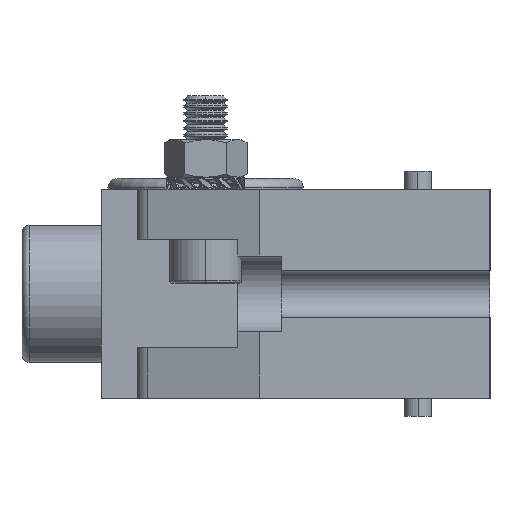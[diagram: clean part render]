
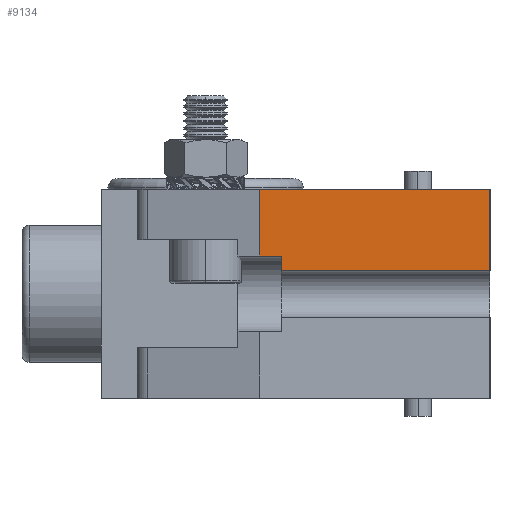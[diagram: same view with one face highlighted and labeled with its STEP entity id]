
A CAD part, left-side view. The second image highlights one B-rep face of the part: STEP entity #9134.
In plain terms, the highlighted planar face has unit normal (-1, 0, 0).
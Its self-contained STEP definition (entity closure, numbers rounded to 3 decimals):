
#2607 = CARTESIAN_POINT ( 'NONE',  ( -60., 2., 14.5 ) ) ;
#2941 = CARTESIAN_POINT ( 'NONE',  ( -60., -27., 14.5 ) ) ;
#9134 = ADVANCED_FACE ( 'NONE', ( #59809 ), #49749, .F. ) ;
#11579 = CARTESIAN_POINT ( 'NONE',  ( -60., 2., 5.25 ) ) ;
#11660 = EDGE_CURVE ( 'NONE', #79912, #68502, #28123, .T. ) ;
#19151 = EDGE_CURVE ( 'NONE', #68502, #61264, #19986, .T. ) ;
#19986 = LINE ( 'NONE', #21005, #59111 ) ;
#21005 = CARTESIAN_POINT ( 'NONE',  ( -60., 5., -32.1 ) ) ;
#21984 = ORIENTED_EDGE ( 'NONE', *, *, #96714, .F. ) ;
#25703 = VECTOR ( 'NONE', #65920, 1000. ) ;
#26553 = DIRECTION ( 'NONE',  ( 0., 0., -1. ) ) ;
#26587 = ORIENTED_EDGE ( 'NONE', *, *, #84417, .F. ) ;
#26985 = LINE ( 'NONE', #98783, #47745 ) ;
#27146 = ORIENTED_EDGE ( 'NONE', *, *, #84265, .F. ) ;
#28123 = LINE ( 'NONE', #11579, #25703 ) ;
#29569 = EDGE_LOOP ( 'NONE', ( #71223, #99215, #30868, #21984, #27146, #26587 ) ) ;
#30868 = ORIENTED_EDGE ( 'NONE', *, *, #71448, .F. ) ;
#32375 = VECTOR ( 'NONE', #57264, 1000. ) ;
#34661 = CARTESIAN_POINT ( 'NONE',  ( -60., -27., 14.5 ) ) ;
#36128 = DIRECTION ( 'NONE',  ( 0., 1., 0. ) ) ;
#42460 = DIRECTION ( 'NONE',  ( 0., -1., 0. ) ) ;
#45745 = LINE ( 'NONE', #2607, #32375 ) ;
#47694 = VERTEX_POINT ( 'NONE', #99531 ) ;
#47745 = VECTOR ( 'NONE', #36128, 1000. ) ;
#49749 = PLANE ( 'NONE',  #91017 ) ;
#51233 = VERTEX_POINT ( 'NONE', #52430 ) ;
#52430 = CARTESIAN_POINT ( 'NONE',  ( -60., -27., 14.5 ) ) ;
#53666 = LINE ( 'NONE', #72296, #92958 ) ;
#57264 = DIRECTION ( 'NONE',  ( 0., 0., 1. ) ) ;
#59111 = VECTOR ( 'NONE', #67844, 1000. ) ;
#59809 = FACE_OUTER_BOUND ( 'NONE', #29569, .T. ) ;
#61264 = VERTEX_POINT ( 'NONE', #88907 ) ;
#65920 = DIRECTION ( 'NONE',  ( 0., 1., 0. ) ) ;
#67844 = DIRECTION ( 'NONE',  ( 0., 0., 1. ) ) ;
#68502 = VERTEX_POINT ( 'NONE', #79877 ) ;
#70365 = CARTESIAN_POINT ( 'NONE',  ( -60., 2., 5.25 ) ) ;
#71223 = ORIENTED_EDGE ( 'NONE', *, *, #19151, .F. ) ;
#71448 = EDGE_CURVE ( 'NONE', #47694, #79912, #45745, .T. ) ;
#72296 = CARTESIAN_POINT ( 'NONE',  ( -60., -27., 14.5 ) ) ;
#73376 = DIRECTION ( 'NONE',  ( 1., 0., 0. ) ) ;
#77291 = VERTEX_POINT ( 'NONE', #89450 ) ;
#79877 = CARTESIAN_POINT ( 'NONE',  ( -60., 5., 5.25 ) ) ;
#79912 = VERTEX_POINT ( 'NONE', #70365 ) ;
#84265 = EDGE_CURVE ( 'NONE', #51233, #77291, #53666, .T. ) ;
#84417 = EDGE_CURVE ( 'NONE', #61264, #51233, #90466, .T. ) ;
#85579 = VECTOR ( 'NONE', #42460, 1000. ) ;
#88067 = DIRECTION ( 'NONE',  ( 0., 0., -1. ) ) ;
#88907 = CARTESIAN_POINT ( 'NONE',  ( -60., 5., 14.5 ) ) ;
#89450 = CARTESIAN_POINT ( 'NONE',  ( -60., -27., 3.25 ) ) ;
#90466 = LINE ( 'NONE', #34661, #85579 ) ;
#91017 = AXIS2_PLACEMENT_3D ( 'NONE', #2941, #73376, #26553 ) ;
#92958 = VECTOR ( 'NONE', #88067, 1000. ) ;
#96714 = EDGE_CURVE ( 'NONE', #77291, #47694, #26985, .T. ) ;
#98783 = CARTESIAN_POINT ( 'NONE',  ( -60., -42.435, 3.25 ) ) ;
#99215 = ORIENTED_EDGE ( 'NONE', *, *, #11660, .F. ) ;
#99531 = CARTESIAN_POINT ( 'NONE',  ( -60., 2., 3.25 ) ) ;
